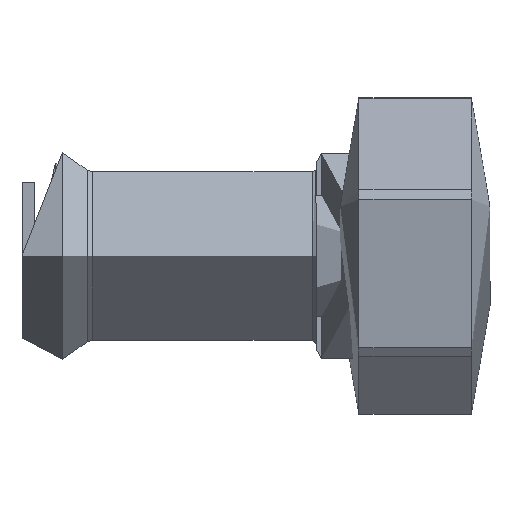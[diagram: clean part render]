
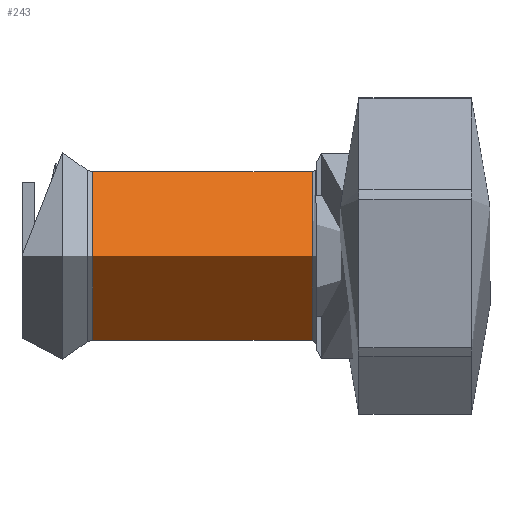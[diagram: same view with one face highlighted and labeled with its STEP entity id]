
A CAD part, top view. The second image highlights one B-rep face of the part: STEP entity #243.
In plain terms, the highlighted free-form (B-spline) face has degree [1, 2] with [2, 9] control points.
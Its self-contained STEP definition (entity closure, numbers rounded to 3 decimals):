
#142 = VERTEX_POINT('',#143);
#143 = CARTESIAN_POINT('',(-10.,0.,9.));
#149 = EDGE_CURVE('',#142,#150,#152,.T.);
#150 = VERTEX_POINT('',#151);
#151 = CARTESIAN_POINT('',(-10.,9.,0.));
#152 = ( BOUNDED_CURVE() B_SPLINE_CURVE(2,(#153,#154,#155),
.UNSPECIFIED.,.F.,.F.) B_SPLINE_CURVE_WITH_KNOTS((3,3),(1.571,
3.142),.PIECEWISE_BEZIER_KNOTS.) CURVE() 
GEOMETRIC_REPRESENTATION_ITEM() RATIONAL_B_SPLINE_CURVE((1.,
0.707,1.)) REPRESENTATION_ITEM('') );
#153 = CARTESIAN_POINT('',(-10.,0.,9.));
#154 = CARTESIAN_POINT('',(-10.,9.,9.));
#155 = CARTESIAN_POINT('',(-10.,9.,0.));
#157 = EDGE_CURVE('',#150,#158,#160,.T.);
#158 = VERTEX_POINT('',#159);
#159 = CARTESIAN_POINT('',(-10.,-9.,0.));
#160 = ( BOUNDED_CURVE() B_SPLINE_CURVE(2,(#161,#162,#163,#164,#165),
.UNSPECIFIED.,.F.,.F.) B_SPLINE_CURVE_WITH_KNOTS((3,2,3),(-3.142
,-1.571,0.),.UNSPECIFIED.) CURVE() 
GEOMETRIC_REPRESENTATION_ITEM() RATIONAL_B_SPLINE_CURVE((1.,
0.707,1.,0.707,1.)) REPRESENTATION_ITEM('') );
#161 = CARTESIAN_POINT('',(-10.,9.,0.));
#162 = CARTESIAN_POINT('',(-10.,9.,-9.));
#163 = CARTESIAN_POINT('',(-10.,0.,-9.));
#164 = CARTESIAN_POINT('',(-10.,-9.,-9.));
#165 = CARTESIAN_POINT('',(-10.,-9.,0.));
#167 = EDGE_CURVE('',#158,#142,#168,.T.);
#168 = ( BOUNDED_CURVE() B_SPLINE_CURVE(2,(#169,#170,#171),
.UNSPECIFIED.,.F.,.F.) B_SPLINE_CURVE_WITH_KNOTS((3,3),(
0.,1.571),.PIECEWISE_BEZIER_KNOTS.) CURVE() 
GEOMETRIC_REPRESENTATION_ITEM() RATIONAL_B_SPLINE_CURVE((1.,
0.707,1.)) REPRESENTATION_ITEM('') );
#169 = CARTESIAN_POINT('',(-10.,-9.,0.));
#170 = CARTESIAN_POINT('',(-10.,-9.,9.));
#171 = CARTESIAN_POINT('',(-10.,0.,9.));
#243 = ADVANCED_FACE('',(#244),#281,.T.);
#244 = FACE_BOUND('',#245,.T.);
#245 = EDGE_LOOP('',(#246,#256,#266,#271,#272,#273,#274,#275));
#246 = ORIENTED_EDGE('',*,*,#247,.F.);
#247 = EDGE_CURVE('',#248,#250,#252,.T.);
#248 = VERTEX_POINT('',#249);
#249 = CARTESIAN_POINT('',(13.462,9.,0.));
#250 = VERTEX_POINT('',#251);
#251 = CARTESIAN_POINT('',(13.462,0.,9.));
#252 = ( BOUNDED_CURVE() B_SPLINE_CURVE(2,(#253,#254,#255),
.UNSPECIFIED.,.F.,.F.) B_SPLINE_CURVE_WITH_KNOTS((3,3),(0.,
1.571),.PIECEWISE_BEZIER_KNOTS.) CURVE() 
GEOMETRIC_REPRESENTATION_ITEM() RATIONAL_B_SPLINE_CURVE((1.,
0.707,1.)) REPRESENTATION_ITEM('') );
#253 = CARTESIAN_POINT('',(13.462,9.,0.));
#254 = CARTESIAN_POINT('',(13.462,9.,9.));
#255 = CARTESIAN_POINT('',(13.462,0.,9.));
#256 = ORIENTED_EDGE('',*,*,#257,.F.);
#257 = EDGE_CURVE('',#258,#248,#260,.T.);
#258 = VERTEX_POINT('',#259);
#259 = CARTESIAN_POINT('',(13.462,-9.,0.));
#260 = ( BOUNDED_CURVE() B_SPLINE_CURVE(2,(#261,#262,#263,#264,#265),
.UNSPECIFIED.,.F.,.F.) B_SPLINE_CURVE_WITH_KNOTS((3,2,3),(3.142,
4.712,6.283),.PIECEWISE_BEZIER_KNOTS.) CURVE() 
GEOMETRIC_REPRESENTATION_ITEM() RATIONAL_B_SPLINE_CURVE((1.,
0.707,1.,0.707,1.)) REPRESENTATION_ITEM('') );
#261 = CARTESIAN_POINT('',(13.462,-9.,0.));
#262 = CARTESIAN_POINT('',(13.462,-9.,-9.));
#263 = CARTESIAN_POINT('',(13.462,0.,-9.));
#264 = CARTESIAN_POINT('',(13.462,9.,-9.));
#265 = CARTESIAN_POINT('',(13.462,9.,0.));
#266 = ORIENTED_EDGE('',*,*,#267,.T.);
#267 = EDGE_CURVE('',#258,#158,#268,.T.);
#268 = B_SPLINE_CURVE_WITH_KNOTS('',1,(#269,#270),.UNSPECIFIED.,.F.,.F.,
  (2,2),(-0.748,1.859),.PIECEWISE_BEZIER_KNOTS.);
#269 = CARTESIAN_POINT('',(13.462,-9.,0.));
#270 = CARTESIAN_POINT('',(-10.,-9.,0.));
#271 = ORIENTED_EDGE('',*,*,#157,.F.);
#272 = ORIENTED_EDGE('',*,*,#149,.F.);
#273 = ORIENTED_EDGE('',*,*,#167,.F.);
#274 = ORIENTED_EDGE('',*,*,#267,.F.);
#275 = ORIENTED_EDGE('',*,*,#276,.F.);
#276 = EDGE_CURVE('',#250,#258,#277,.T.);
#277 = ( BOUNDED_CURVE() B_SPLINE_CURVE(2,(#278,#279,#280),
.UNSPECIFIED.,.F.,.F.) B_SPLINE_CURVE_WITH_KNOTS((3,3),(1.571,
3.142),.PIECEWISE_BEZIER_KNOTS.) CURVE() 
GEOMETRIC_REPRESENTATION_ITEM() RATIONAL_B_SPLINE_CURVE((1.,
0.707,1.)) REPRESENTATION_ITEM('') );
#278 = CARTESIAN_POINT('',(13.462,0.,9.));
#279 = CARTESIAN_POINT('',(13.462,-9.,9.));
#280 = CARTESIAN_POINT('',(13.462,-9.,0.));
#281 = ( BOUNDED_SURFACE() B_SPLINE_SURFACE(1,2,(
    (#282,#283,#284,#285,#286,#287,#288,#289,#290)
    ,(#291,#292,#293,#294,#295,#296,#297,#298,#299
)),.UNSPECIFIED.,.F.,.T.,.F.) B_SPLINE_SURFACE_WITH_KNOTS((2,2),(1,2,2,2
    ,2,2,1),(-1.859,0.748),(-4.712,
    -3.142,-1.571,0.,1.571,3.142,
4.712),.UNSPECIFIED.) GEOMETRIC_REPRESENTATION_ITEM() 
RATIONAL_B_SPLINE_SURFACE((
    (1.,0.707,1.,0.707,1.,0.707,1.
      ,0.707,1.)
    ,(1.,0.707,1.,0.707,1.,0.707,1.
,0.707,1.))) REPRESENTATION_ITEM('') SURFACE() );
#282 = CARTESIAN_POINT('',(13.462,-9.,0.));
#283 = CARTESIAN_POINT('',(13.462,-9.,-9.));
#284 = CARTESIAN_POINT('',(13.462,0.,-9.));
#285 = CARTESIAN_POINT('',(13.462,9.,-9.));
#286 = CARTESIAN_POINT('',(13.462,9.,0.));
#287 = CARTESIAN_POINT('',(13.462,9.,9.));
#288 = CARTESIAN_POINT('',(13.462,0.,9.));
#289 = CARTESIAN_POINT('',(13.462,-9.,9.));
#290 = CARTESIAN_POINT('',(13.462,-9.,0.));
#291 = CARTESIAN_POINT('',(-10.,-9.,0.));
#292 = CARTESIAN_POINT('',(-10.,-9.,-9.));
#293 = CARTESIAN_POINT('',(-10.,0.,-9.));
#294 = CARTESIAN_POINT('',(-10.,9.,-9.));
#295 = CARTESIAN_POINT('',(-10.,9.,0.));
#296 = CARTESIAN_POINT('',(-10.,9.,9.));
#297 = CARTESIAN_POINT('',(-10.,0.,9.));
#298 = CARTESIAN_POINT('',(-10.,-9.,9.));
#299 = CARTESIAN_POINT('',(-10.,-9.,0.));
